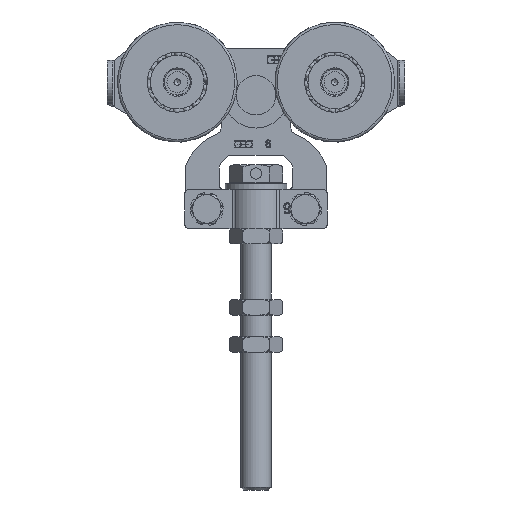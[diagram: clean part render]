
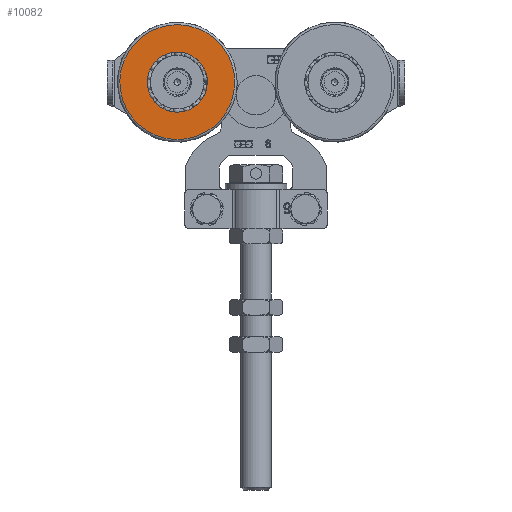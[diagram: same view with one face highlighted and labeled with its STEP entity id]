
A CAD part, front view. The second image highlights one B-rep face of the part: STEP entity #10082.
In plain terms, the highlighted face is planar.
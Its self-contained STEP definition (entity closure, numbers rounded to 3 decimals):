
#544=FACE_BOUND('',#1880,.T.);
#686=PLANE('',#11086);
#1259=FACE_OUTER_BOUND('',#1879,.T.);
#1879=EDGE_LOOP('',(#7959));
#1880=EDGE_LOOP('',(#7960));
#4116=CIRCLE('',#11084,26.262);
#4118=CIRCLE('',#11087,13.75);
#4769=VERTEX_POINT('',#17536);
#4770=VERTEX_POINT('',#17540);
#5930=EDGE_CURVE('',#4769,#4769,#4116,.T.);
#5932=EDGE_CURVE('',#4770,#4770,#4118,.T.);
#7959=ORIENTED_EDGE('',*,*,#5930,.F.);
#7960=ORIENTED_EDGE('',*,*,#5932,.T.);
#10082=ADVANCED_FACE('',(#1259,#544),#686,.T.);
#11084=AXIS2_PLACEMENT_3D('',#17537,#12682,#12683);
#11086=AXIS2_PLACEMENT_3D('',#17539,#12686,#12687);
#11087=AXIS2_PLACEMENT_3D('',#17541,#12688,#12689);
#12682=DIRECTION('center_axis',(1.,0.,0.));
#12683=DIRECTION('ref_axis',(0.,0.,-1.));
#12686=DIRECTION('center_axis',(-1.,0.,0.));
#12687=DIRECTION('ref_axis',(0.,0.,1.));
#12688=DIRECTION('center_axis',(1.,0.,0.));
#12689=DIRECTION('ref_axis',(0.,0.,-1.));
#17536=CARTESIAN_POINT('',(0.,0.,-26.262));
#17537=CARTESIAN_POINT('Origin',(0.,0.,0.));
#17539=CARTESIAN_POINT('Origin',(0.,0.,0.));
#17540=CARTESIAN_POINT('',(0.,0.,13.75));
#17541=CARTESIAN_POINT('Origin',(0.,0.,0.));
